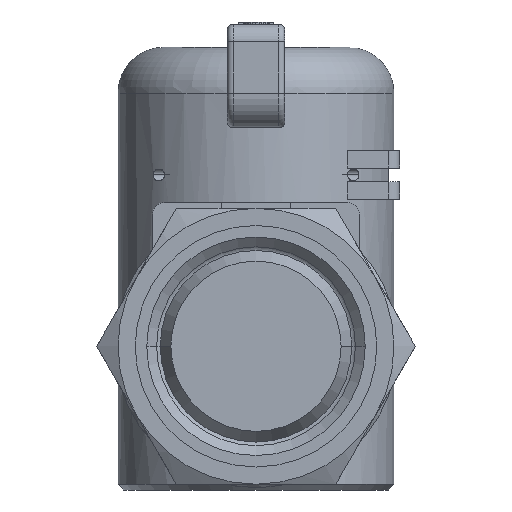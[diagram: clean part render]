
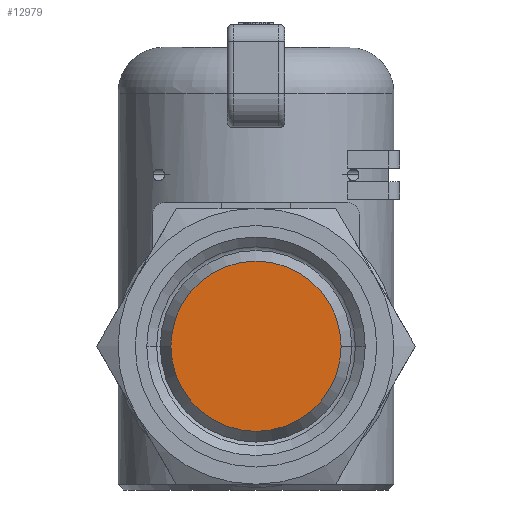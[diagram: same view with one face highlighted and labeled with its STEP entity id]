
A CAD part, front view. The second image highlights one B-rep face of the part: STEP entity #12979.
In plain terms, the highlighted face is planar.
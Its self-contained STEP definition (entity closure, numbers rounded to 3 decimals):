
#12901=CARTESIAN_POINT('',(18.935,5.73,29.0));
#12902=VERTEX_POINT('',#12901);
#12910=CARTESIAN_POINT('',(33.738,5.73,29.0));
#12911=VERTEX_POINT('',#12910);
#12918=CARTESIAN_POINT('',(26.337,5.73,29.0));
#12919=DIRECTION('',(0.0,0.0,-1.0));
#12920=DIRECTION('',(-1.0,0.0,0.0));
#12921=AXIS2_PLACEMENT_3D('',#12918,#12919,#12920);
#12922=CIRCLE('',#12921,7.401);
#12923=EDGE_CURVE('',#12911,#12902,#12922,.T.);
#12934=CARTESIAN_POINT('',(26.337,5.73,29.0));
#12935=DIRECTION('',(0.0,0.0,-1.0));
#12936=DIRECTION('',(-1.0,0.0,0.0));
#12937=AXIS2_PLACEMENT_3D('',#12934,#12935,#12936);
#12938=CIRCLE('',#12937,7.401);
#12939=EDGE_CURVE('',#12902,#12911,#12938,.T.);
#12970=CARTESIAN_POINT('',(26.337,5.73,29.0));
#12971=DIRECTION('',(0.0,0.0,1.0));
#12972=DIRECTION('',(1.0,0.0,0.0));
#12973=AXIS2_PLACEMENT_3D('',#12970,#12971,#12972);
#12974=PLANE('',#12973);
#12975=ORIENTED_EDGE('',*,*,#12923,.F.);
#12976=ORIENTED_EDGE('',*,*,#12939,.F.);
#12977=EDGE_LOOP('',(#12975,#12976));
#12978=FACE_OUTER_BOUND('',#12977,.T.);
#12979=ADVANCED_FACE('',(#12978),#12974,.T.);
